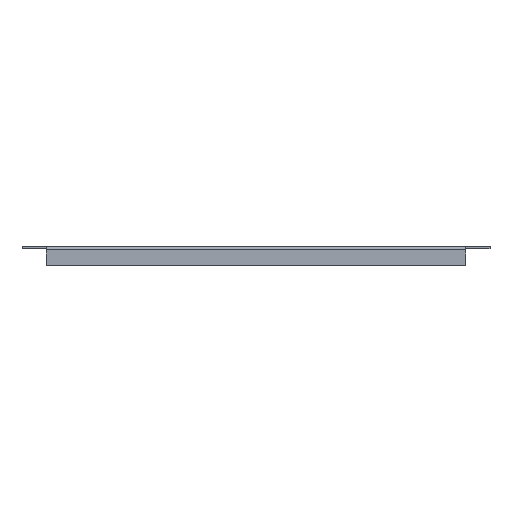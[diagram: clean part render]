
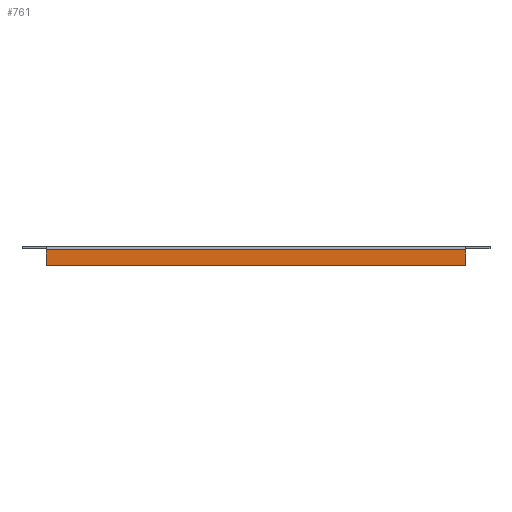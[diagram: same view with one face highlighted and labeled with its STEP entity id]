
A CAD part, front view. The second image highlights one B-rep face of the part: STEP entity #761.
In plain terms, the highlighted planar face has unit normal (0, -1, 0).
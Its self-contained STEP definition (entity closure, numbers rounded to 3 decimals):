
#12 = VERTEX_POINT ( 'NONE', #1203 ) ;
#176 = CARTESIAN_POINT ( 'NONE',  ( 471.5, -597.5, -20. ) ) ;
#289 = VECTOR ( 'NONE', #808, 1000. ) ;
#399 = ORIENTED_EDGE ( 'NONE', *, *, #846, .T. ) ;
#465 = ORIENTED_EDGE ( 'NONE', *, *, #2173, .F. ) ;
#481 = DIRECTION ( 'NONE',  ( 0., 0., -1. ) ) ;
#490 = VERTEX_POINT ( 'NONE', #1533 ) ;
#513 = DIRECTION ( 'NONE',  ( 0., -1., 0. ) ) ;
#558 = EDGE_CURVE ( 'NONE', #490, #1449, #576, .T. ) ;
#576 = LINE ( 'NONE', #1947, #1525 ) ;
#753 = EDGE_LOOP ( 'NONE', ( #465, #399, #1246, #1507 ) ) ;
#761 = ADVANCED_FACE ( 'NONE', ( #1299 ), #1388, .T. ) ;
#771 = CARTESIAN_POINT ( 'NONE',  ( 26., -597.5, -2.5 ) ) ;
#808 = DIRECTION ( 'NONE',  ( 0., 0., 1. ) ) ;
#846 = EDGE_CURVE ( 'NONE', #12, #1095, #1186, .T. ) ;
#1019 = DIRECTION ( 'NONE',  ( -1., 0., 0. ) ) ;
#1024 = AXIS2_PLACEMENT_3D ( 'NONE', #2086, #513, #481 ) ;
#1056 = LINE ( 'NONE', #176, #1852 ) ;
#1095 = VERTEX_POINT ( 'NONE', #1148 ) ;
#1148 = CARTESIAN_POINT ( 'NONE',  ( 26., -597.5, -3.5 ) ) ;
#1177 = CARTESIAN_POINT ( 'NONE',  ( 0., -597.5, -3.5 ) ) ;
#1186 = LINE ( 'NONE', #1177, #1236 ) ;
#1203 = CARTESIAN_POINT ( 'NONE',  ( 471.5, -597.5, -3.5 ) ) ;
#1236 = VECTOR ( 'NONE', #1019, 1000. ) ;
#1246 = ORIENTED_EDGE ( 'NONE', *, *, #1340, .F. ) ;
#1299 = FACE_OUTER_BOUND ( 'NONE', #753, .T. ) ;
#1340 = EDGE_CURVE ( 'NONE', #1449, #1095, #1505, .T. ) ;
#1388 = PLANE ( 'NONE',  #1024 ) ;
#1448 = DIRECTION ( 'NONE',  ( -1., 0., 0. ) ) ;
#1449 = VERTEX_POINT ( 'NONE', #2226 ) ;
#1505 = LINE ( 'NONE', #771, #289 ) ;
#1507 = ORIENTED_EDGE ( 'NONE', *, *, #558, .F. ) ;
#1525 = VECTOR ( 'NONE', #1448, 1000. ) ;
#1533 = CARTESIAN_POINT ( 'NONE',  ( 471.5, -597.5, -20. ) ) ;
#1852 = VECTOR ( 'NONE', #2085, 1000. ) ;
#1947 = CARTESIAN_POINT ( 'NONE',  ( 26., -597.5, -20. ) ) ;
#2085 = DIRECTION ( 'NONE',  ( 0., 0., -1. ) ) ;
#2086 = CARTESIAN_POINT ( 'NONE',  ( 0., -597.5, 0. ) ) ;
#2173 = EDGE_CURVE ( 'NONE', #12, #490, #1056, .T. ) ;
#2226 = CARTESIAN_POINT ( 'NONE',  ( 26., -597.5, -20. ) ) ;
